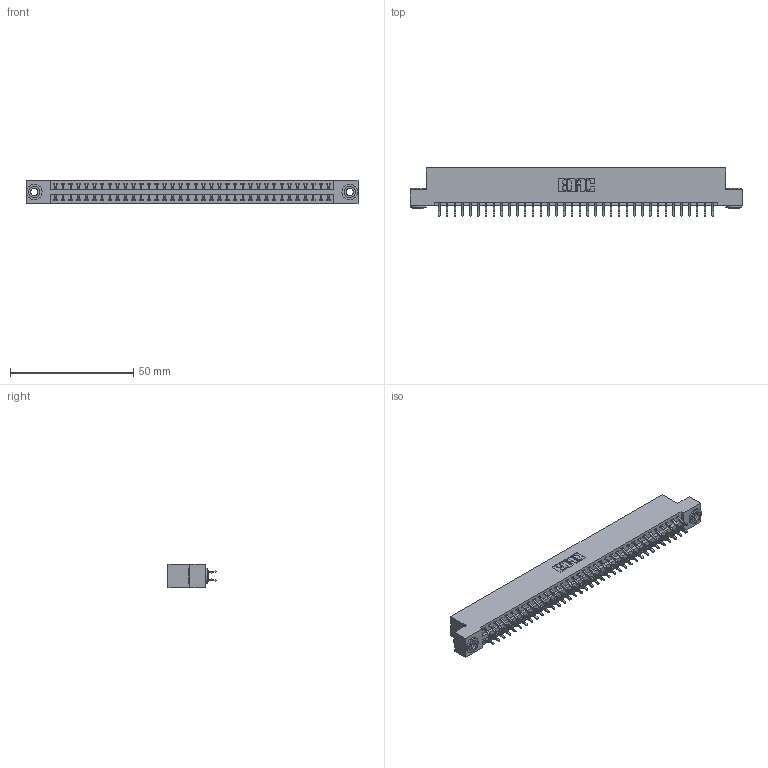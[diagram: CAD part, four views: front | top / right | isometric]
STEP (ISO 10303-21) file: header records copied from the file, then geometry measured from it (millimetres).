
FILE_DESCRIPTION (( 'STEP AP203' ), '1' );
FILE_NAME ('346-072-556-203.STEP', '2022-05-25T00:32:18', ( '' ), ( '' ), 'SwSTEP 2.0', 'SolidWorks 2020', '' );
FILE_SCHEMA (( 'CONFIG_CONTROL_DESIGN' ));
Length unit declared in the file: inch
Products named in the file (4): 345-250-002_345-250-002-102; 346-072-556-203; 346 Part_Flush Mounting Lugs - 0.156 Dia-TH; 345-292-001_556 Tail
Assembly tree (75 placements, depth 2):
  346-072-556-203
    346 Part_Flush Mounting Lugs - 0.156 Dia-TH
    345-292-001_556 Tail  x72
    345-250-002_345-250-002-102  x2
Bounding box: 134.87 x 19.57 x 9.4 mm (x, y, z)
Volume: 13103.7 mm3; surface area: 18099.5 mm2
Topology: 75 solids, 75 shells, 4350 faces, 12897 edges, 8498 vertices
Faces by surface type: plane 2908, cylinder 1434, cone 8
Entity records: 25588 total; most frequent: CARTESIAN_POINT 4221, ORIENTED_EDGE 4134, DIRECTION 3789, EDGE_CURVE 2067, VECTOR 1759, LINE 1759, VERTEX_POINT 1374, AXIS2_PLACEMENT_3D 1015
